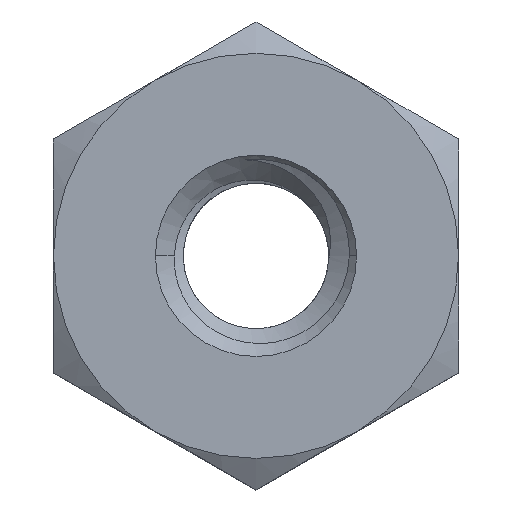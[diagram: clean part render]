
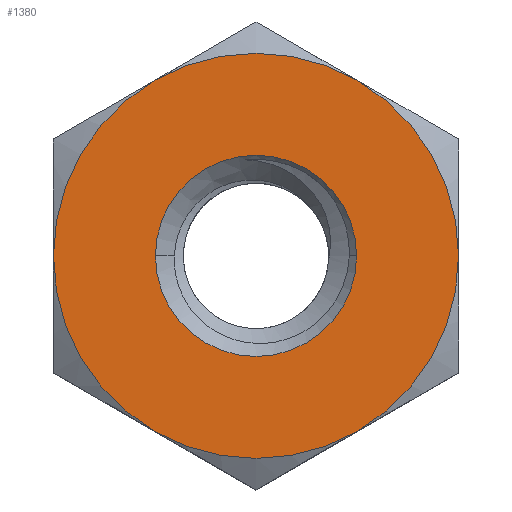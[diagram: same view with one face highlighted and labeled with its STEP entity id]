
A CAD part, top view. The second image highlights one B-rep face of the part: STEP entity #1380.
In plain terms, the highlighted planar face has unit normal (0, 0, 1).
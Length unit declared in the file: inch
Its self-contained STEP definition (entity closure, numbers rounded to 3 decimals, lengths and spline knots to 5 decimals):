
#34 = DIRECTION ( 'NONE',  ( 1., 0., 0. ) ) ;
#35 = CARTESIAN_POINT ( 'NONE',  ( 0., 0., 0.0625 ) ) ;
#57 = VERTEX_POINT ( 'NONE', #746 ) ;
#90 = DIRECTION ( 'NONE',  ( 1., 0., 0. ) ) ;
#127 = EDGE_CURVE ( 'NONE', #1661, #666, #1261, .T. ) ;
#131 = VERTEX_POINT ( 'NONE', #789 ) ;
#137 = AXIS2_PLACEMENT_3D ( 'NONE', #1721, #1093, #1415 ) ;
#166 = CIRCLE ( 'NONE', #1096, 0.17187 ) ;
#173 = AXIS2_PLACEMENT_3D ( 'NONE', #989, #866, #552 ) ;
#175 = CARTESIAN_POINT ( 'NONE',  ( 0.08594, 0.14885, 0.0625 ) ) ;
#181 = DIRECTION ( 'NONE',  ( 1., 0., 0. ) ) ;
#184 = CARTESIAN_POINT ( 'NONE',  ( 0.17187, 0., 0.0625 ) ) ;
#218 = CIRCLE ( 'NONE', #851, 0.17187 ) ;
#248 = FACE_OUTER_BOUND ( 'NONE', #940, .T. ) ;
#291 = CARTESIAN_POINT ( 'NONE',  ( 0., 0., 0.0625 ) ) ;
#292 = ORIENTED_EDGE ( 'NONE', *, *, #843, .T. ) ;
#327 = CIRCLE ( 'NONE', #1730, 0.17187 ) ;
#333 = DIRECTION ( 'NONE',  ( 1., 0., 0. ) ) ;
#406 = CARTESIAN_POINT ( 'NONE',  ( 0., 0., 0.0625 ) ) ;
#434 = DIRECTION ( 'NONE',  ( 1., 0., 0. ) ) ;
#552 = DIRECTION ( 'NONE',  ( 1., 0., 0. ) ) ;
#663 = CIRCLE ( 'NONE', #1454, 0.17187 ) ;
#664 = EDGE_CURVE ( 'NONE', #1923, #678, #1844, .T. ) ;
#666 = VERTEX_POINT ( 'NONE', #175 ) ;
#675 = CARTESIAN_POINT ( 'NONE',  ( -0.08538, 0., 0.0625 ) ) ;
#678 = VERTEX_POINT ( 'NONE', #675 ) ;
#700 = EDGE_LOOP ( 'NONE', ( #1881, #1269 ) ) ;
#717 = ORIENTED_EDGE ( 'NONE', *, *, #1080, .T. ) ;
#746 = CARTESIAN_POINT ( 'NONE',  ( 0.08594, -0.14885, 0.0625 ) ) ;
#759 = CARTESIAN_POINT ( 'NONE',  ( 0., 0., 0.0625 ) ) ;
#789 = CARTESIAN_POINT ( 'NONE',  ( -0.08594, 0.14885, 0.0625 ) ) ;
#830 = CARTESIAN_POINT ( 'NONE',  ( 0., 0., 0.0625 ) ) ;
#843 = EDGE_CURVE ( 'NONE', #666, #131, #327, .T. ) ;
#851 = AXIS2_PLACEMENT_3D ( 'NONE', #291, #1361, #434 ) ;
#865 = AXIS2_PLACEMENT_3D ( 'NONE', #35, #1088, #181 ) ;
#866 = DIRECTION ( 'NONE',  ( 0., 0., 1. ) ) ;
#940 = EDGE_LOOP ( 'NONE', ( #1562, #1163, #292, #1910, #1021, #717 ) ) ;
#976 = CIRCLE ( 'NONE', #137, 0.17187 ) ;
#989 = CARTESIAN_POINT ( 'NONE',  ( 0., 0., 0.0625 ) ) ;
#1008 = VERTEX_POINT ( 'NONE', #1771 ) ;
#1021 = ORIENTED_EDGE ( 'NONE', *, *, #1150, .T. ) ;
#1023 = DIRECTION ( 'NONE',  ( 0., 0., 1. ) ) ;
#1053 = CARTESIAN_POINT ( 'NONE',  ( 0., 0., 0.0625 ) ) ;
#1080 = EDGE_CURVE ( 'NONE', #1794, #57, #166, .T. ) ;
#1088 = DIRECTION ( 'NONE',  ( 0., 0., 1. ) ) ;
#1093 = DIRECTION ( 'NONE',  ( 0., 0., 1. ) ) ;
#1096 = AXIS2_PLACEMENT_3D ( 'NONE', #759, #1203, #34 ) ;
#1133 = DIRECTION ( 'NONE',  ( 0., 0., 1. ) ) ;
#1150 = EDGE_CURVE ( 'NONE', #1008, #1794, #218, .T. ) ;
#1163 = ORIENTED_EDGE ( 'NONE', *, *, #127, .T. ) ;
#1175 = EDGE_CURVE ( 'NONE', #131, #1008, #663, .T. ) ;
#1180 = CARTESIAN_POINT ( 'NONE',  ( 0., 0., 0.0625 ) ) ;
#1183 = CARTESIAN_POINT ( 'NONE',  ( -0.08594, -0.14885, 0.0625 ) ) ;
#1199 = EDGE_CURVE ( 'NONE', #57, #1661, #976, .T. ) ;
#1203 = DIRECTION ( 'NONE',  ( 0., 0., 1. ) ) ;
#1261 = CIRCLE ( 'NONE', #865, 0.17187 ) ;
#1269 = ORIENTED_EDGE ( 'NONE', *, *, #1424, .F. ) ;
#1282 = DIRECTION ( 'NONE',  ( 1., 0., 0. ) ) ;
#1318 = AXIS2_PLACEMENT_3D ( 'NONE', #1180, #1841, #333 ) ;
#1319 = PLANE ( 'NONE',  #173 ) ;
#1361 = DIRECTION ( 'NONE',  ( 0., 0., 1. ) ) ;
#1369 = CARTESIAN_POINT ( 'NONE',  ( 0.08538, 0., 0.0625 ) ) ;
#1380 = ADVANCED_FACE ( 'NONE', ( #1741, #248 ), #1319, .T. ) ;
#1415 = DIRECTION ( 'NONE',  ( 1., 0., 0. ) ) ;
#1424 = EDGE_CURVE ( 'NONE', #678, #1923, #1773, .T. ) ;
#1454 = AXIS2_PLACEMENT_3D ( 'NONE', #1053, #1517, #1499 ) ;
#1499 = DIRECTION ( 'NONE',  ( 1., 0., 0. ) ) ;
#1517 = DIRECTION ( 'NONE',  ( 0., 0., 1. ) ) ;
#1562 = ORIENTED_EDGE ( 'NONE', *, *, #1199, .T. ) ;
#1661 = VERTEX_POINT ( 'NONE', #184 ) ;
#1668 = AXIS2_PLACEMENT_3D ( 'NONE', #406, #1023, #90 ) ;
#1721 = CARTESIAN_POINT ( 'NONE',  ( 0., 0., 0.0625 ) ) ;
#1730 = AXIS2_PLACEMENT_3D ( 'NONE', #830, #1133, #1282 ) ;
#1741 = FACE_BOUND ( 'NONE', #700, .T. ) ;
#1771 = CARTESIAN_POINT ( 'NONE',  ( -0.17187, 0., 0.0625 ) ) ;
#1773 = CIRCLE ( 'NONE', #1668, 0.08538 ) ;
#1794 = VERTEX_POINT ( 'NONE', #1183 ) ;
#1841 = DIRECTION ( 'NONE',  ( 0., 0., 1. ) ) ;
#1844 = CIRCLE ( 'NONE', #1318, 0.08538 ) ;
#1881 = ORIENTED_EDGE ( 'NONE', *, *, #664, .F. ) ;
#1910 = ORIENTED_EDGE ( 'NONE', *, *, #1175, .T. ) ;
#1923 = VERTEX_POINT ( 'NONE', #1369 ) ;
